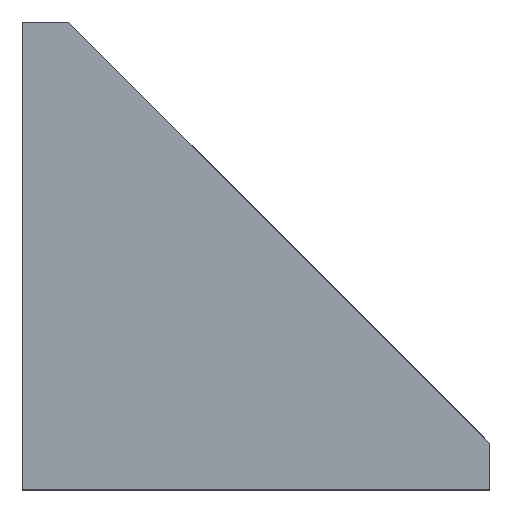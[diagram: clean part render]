
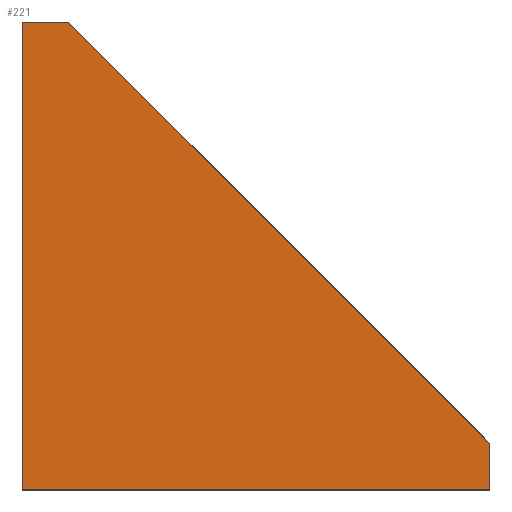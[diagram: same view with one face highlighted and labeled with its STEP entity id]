
A CAD part, top view. The second image highlights one B-rep face of the part: STEP entity #221.
In plain terms, the highlighted planar face has unit normal (0, 0, 1).
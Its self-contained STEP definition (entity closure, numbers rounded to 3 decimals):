
#221=ADVANCED_FACE('',(#281),#282,.F.);
#281=FACE_OUTER_BOUND('',#375,.T.);
#282=PLANE('',#376);
#375=EDGE_LOOP('',(#569,#570,#571,#572,#573));
#376=AXIS2_PLACEMENT_3D('',#574,#575,#576);
#569=ORIENTED_EDGE('',*,*,#909,.F.);
#570=ORIENTED_EDGE('',*,*,#850,.T.);
#571=ORIENTED_EDGE('',*,*,#910,.F.);
#572=ORIENTED_EDGE('',*,*,#873,.T.);
#573=ORIENTED_EDGE('',*,*,#848,.T.);
#574=CARTESIAN_POINT('',(0.0,0.0,21.5));
#575=DIRECTION('',(0.0,0.0,-1.0));
#576=DIRECTION('',(-1.0,0.0,0.0));
#848=EDGE_CURVE('',#998,#996,#999,.T.);
#850=EDGE_CURVE('',#1001,#1002,#1003,.T.);
#873=EDGE_CURVE('',#1043,#998,#1046,.T.);
#909=EDGE_CURVE('',#1001,#996,#1114,.T.);
#910=EDGE_CURVE('',#1043,#1002,#1115,.T.);
#996=VERTEX_POINT('',#1218);
#998=VERTEX_POINT('',#1221);
#999=LINE('',#1222,#1223);
#1001=VERTEX_POINT('',#1226);
#1002=VERTEX_POINT('',#1227);
#1003=LINE('',#1228,#1229);
#1043=VERTEX_POINT('',#1282);
#1046=LINE('',#1287,#1288);
#1114=LINE('',#1376,#1377);
#1115=LINE('',#1378,#1379);
#1218=CARTESIAN_POINT('',(86.0,0.0,21.5));
#1221=CARTESIAN_POINT('',(0.,0.0,21.5));
#1222=CARTESIAN_POINT('',(47.25,0.0,21.5));
#1223=VECTOR('',#1490,1.0);
#1226=CARTESIAN_POINT('',(86.0,8.5,21.5));
#1227=CARTESIAN_POINT('',(8.5,86.0,21.5));
#1228=CARTESIAN_POINT('',(89.75,4.75,21.5));
#1229=VECTOR('',#1492,1.0);
#1282=CARTESIAN_POINT('',(0.,86.0,21.5));
#1287=CARTESIAN_POINT('',(0.0,47.25,21.5));
#1288=VECTOR('',#1529,1.0);
#1376=CARTESIAN_POINT('',(86.0,0.,21.5));
#1377=VECTOR('',#1595,1.0);
#1378=CARTESIAN_POINT('',(0.,86.0,21.5));
#1379=VECTOR('',#1596,1.0);
#1490=DIRECTION('',(1.0,0.,0.0));
#1492=DIRECTION('',(-0.707,0.707,0.0));
#1529=DIRECTION('',(0.,-1.0,0.0));
#1595=DIRECTION('',(0.,-1.0,0.0));
#1596=DIRECTION('',(1.0,0.,0.0));
